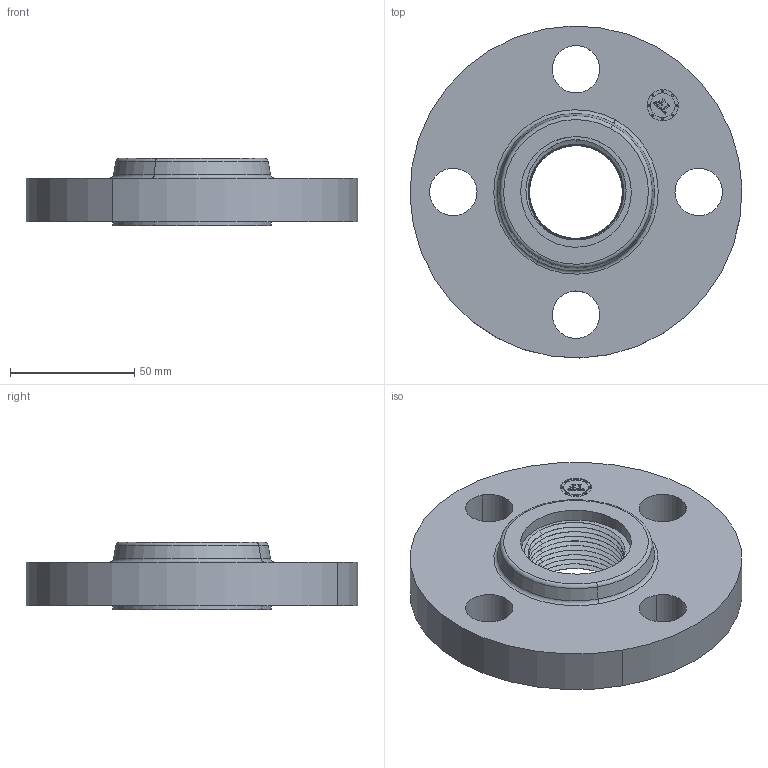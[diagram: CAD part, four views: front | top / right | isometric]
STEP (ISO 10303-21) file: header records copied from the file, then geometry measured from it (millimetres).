
FILE_DESCRIPTION(('3D STEP'),'2;1');
FILE_NAME('1.25-300-THREADED-RF-FLANGE.stp','2013-01-27T06:39:59+00:00',('Texas Flange'),(''),'CATIA Version 5 Release 20 SP 6 (IN-10)','CATIA V5 STEP AP214','800-826-3801');
FILE_SCHEMA(('AUTOMOTIVE_DESIGN { 1 0 10303 214 1 1 1 1 }'));
Length unit declared in the file: inch
Products named in the file (1): 1.25-300-THREADED-RF-FLANGE
Bounding box: 133.31 x 133.31 x 26.99 mm (x, y, z)
Volume: 218960.6 mm3; surface area: 42056.3 mm2
Topology: 1 solids, 1 shells, 518 faces, 1404 edges, 908 vertices
Faces by surface type: plane 370, bspline 87, cylinder 34, cone 23, torus 4
Entity records: 20922 total; most frequent: CARTESIAN_POINT 6201, ORIENTED_EDGE 2808, DIRECTION 1916, EDGE_CURVE 1404, VECTOR 1100, LINE 1100, VERTEX_POINT 908, EDGE_LOOP 548
